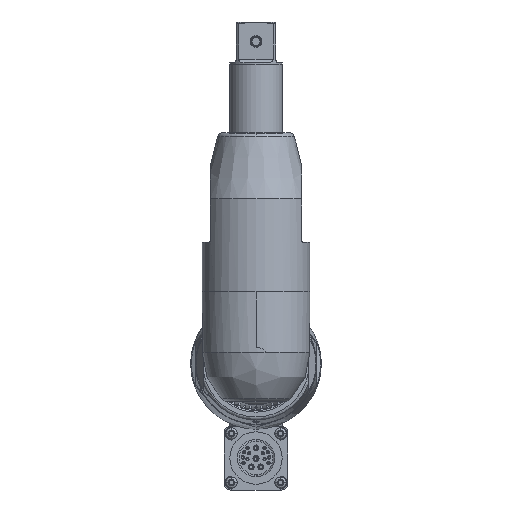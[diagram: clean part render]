
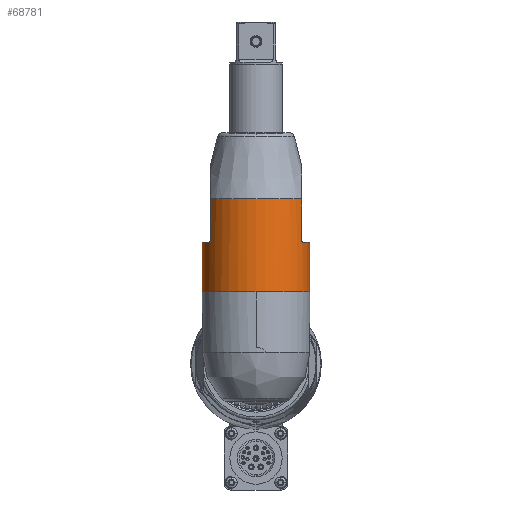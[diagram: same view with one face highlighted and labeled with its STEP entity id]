
A CAD part, left-side view. The second image highlights one B-rep face of the part: STEP entity #68781.
In plain terms, the highlighted cylindrical face has radius 26.162 mm (diameter 52.324 mm), a partial arc.
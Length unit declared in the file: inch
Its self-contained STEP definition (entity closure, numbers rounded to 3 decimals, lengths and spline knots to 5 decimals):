
#68375=DIRECTION('',(0.,0.,1.));
#68376=VECTOR('',#68375,0.801);
#68377=CARTESIAN_POINT('',(-18.78185,-0.8675,2.3505));
#68378=LINE('',#68377,#68376);
#68379=CARTESIAN_POINT('',(-18.78185,-0.8675,3.1515));
#68440=CARTESIAN_POINT('',(-18.23445,0.005,2.3205));
#68441=DIRECTION('',(0.,0.,1.));
#68442=DIRECTION('',(-0.482,-0.876,0.));
#68443=AXIS2_PLACEMENT_3D('',#68440,#68441,#68442);
#68445=DIRECTION('',(0.,0.,-1.));
#68446=VECTOR('',#68445,0.947);
#68447=CARTESIAN_POINT('',(-18.23445,-1.025,2.3205));
#68448=LINE('',#68447,#68446);
#68449=CARTESIAN_POINT('',(-18.23445,0.005,1.3735));
#68450=DIRECTION('',(0.,0.,-1.));
#68451=DIRECTION('',(0.,-1.,0.));
#68452=AXIS2_PLACEMENT_3D('',#68449,#68450,#68451);
#68454=DIRECTION('',(0.,0.,-1.));
#68455=VECTOR('',#68454,0.947);
#68456=CARTESIAN_POINT('',(-18.23445,1.035,2.3205));
#68457=LINE('',#68456,#68455);
#68458=CARTESIAN_POINT('',(-18.78185,0.8775,2.3505));
#68459=CARTESIAN_POINT('',(-18.78185,0.8775,2.34763));
#68460=CARTESIAN_POINT('',(-18.78055,0.87831,
2.34234));
#68461=CARTESIAN_POINT('',(-18.77614,0.88106,
2.33578));
#68462=CARTESIAN_POINT('',(-18.76981,0.88495,
2.33038));
#68463=CARTESIAN_POINT('',(-18.7623,0.88948,
2.32626));
#68464=CARTESIAN_POINT('',(-18.75323,0.89484,
2.32306));
#68465=CARTESIAN_POINT('',(-18.74273,0.90088,
2.321));
#68466=CARTESIAN_POINT('',(-18.73494,0.90524,2.3205));
#68467=CARTESIAN_POINT('',(-18.73083,0.9075,2.3205));
#68469=CARTESIAN_POINT('',(-18.23445,0.005,3.1515));
#68470=DIRECTION('',(0.,0.,-1.));
#68471=DIRECTION('',(-0.531,-0.847,0.));
#68472=AXIS2_PLACEMENT_3D('',#68469,#68470,#68471);
#68474=CARTESIAN_POINT('',(-18.73083,-0.8975,2.3205));
#68475=CARTESIAN_POINT('',(-18.73494,-0.89524,2.3205));
#68476=CARTESIAN_POINT('',(-18.74273,-0.89088,
2.321));
#68477=CARTESIAN_POINT('',(-18.75323,-0.88484,
2.32306));
#68478=CARTESIAN_POINT('',(-18.7623,-0.87948,
2.32626));
#68479=CARTESIAN_POINT('',(-18.76981,-0.87495,
2.33038));
#68480=CARTESIAN_POINT('',(-18.77614,-0.87106,
2.33578));
#68481=CARTESIAN_POINT('',(-18.78055,-0.86831,
2.34234));
#68482=CARTESIAN_POINT('',(-18.78185,-0.8675,2.34763));
#68483=CARTESIAN_POINT('',(-18.78185,-0.8675,2.3505));
#68490=CARTESIAN_POINT('',(-18.23445,0.005,2.3205));
#68491=DIRECTION('',(0.,0.,1.));
#68492=DIRECTION('',(0.,1.,0.));
#68493=AXIS2_PLACEMENT_3D('',#68490,#68491,#68492);
#68525=CARTESIAN_POINT('',(-18.78185,0.8775,3.1515));
#68527=DIRECTION('',(0.,0.,1.));
#68528=VECTOR('',#68527,0.801);
#68529=CARTESIAN_POINT('',(-18.78185,0.8775,2.3505));
#68530=LINE('',#68529,#68528);
#68592=CARTESIAN_POINT('',(-18.23445,-1.025,1.3735));
#68593=CARTESIAN_POINT('',(-18.23445,1.035,1.3735));
#68594=VERTEX_POINT('',#68592);
#68595=VERTEX_POINT('',#68593);
#68599=CARTESIAN_POINT('',(-18.23445,1.035,2.3205));
#68601=VERTEX_POINT('',#68599);
#68603=CARTESIAN_POINT('',(-18.73083,0.9075,2.3205));
#68604=VERTEX_POINT('',#68603);
#68605=CARTESIAN_POINT('',(-18.78185,0.8775,2.3505));
#68606=VERTEX_POINT('',#68605);
#68607=VERTEX_POINT('',#68525);
#68610=CARTESIAN_POINT('',(-18.23445,-1.025,2.3205));
#68612=VERTEX_POINT('',#68610);
#68615=VERTEX_POINT('',#68379);
#68616=CARTESIAN_POINT('',(-18.73083,-0.8975,2.3205));
#68617=VERTEX_POINT('',#68616);
#68618=VERTEX_POINT('',#68483);
#68758=CARTESIAN_POINT('',(-18.23445,0.005,0.74595));
#68759=DIRECTION('',(0.,0.,1.));
#68760=DIRECTION('',(0.,1.,0.));
#68761=AXIS2_PLACEMENT_3D('',#68758,#68759,#68760);
#68762=CYLINDRICAL_SURFACE('',#68761,1.03);
#68763=ORIENTED_EDGE('',*,*,#68751,.T.);
#68764=ORIENTED_EDGE('',*,*,#68740,.T.);
#68766=ORIENTED_EDGE('',*,*,#68765,.T.);
#68767=ORIENTED_EDGE('',*,*,#68736,.F.);
#68769=ORIENTED_EDGE('',*,*,#68768,.T.);
#68771=ORIENTED_EDGE('',*,*,#68770,.F.);
#68773=ORIENTED_EDGE('',*,*,#68772,.T.);
#68775=ORIENTED_EDGE('',*,*,#68774,.F.);
#68776=ORIENTED_EDGE('',*,*,#68706,.F.);
#68778=ORIENTED_EDGE('',*,*,#68777,.F.);
#68779=EDGE_LOOP('',(#68763,#68764,#68766,#68767,#68769,#68771,#68773,#68775,
#68776,#68778));
#68780=FACE_OUTER_BOUND('',#68779,.F.);
#68781=ADVANCED_FACE('',(#68780),#68762,.T.);
#68444=CIRCLE('',#68443,1.03);
#68453=CIRCLE('',#68452,1.03);
#68468=B_SPLINE_CURVE_WITH_KNOTS('',3,(#68458,#68459,#68460,#68461,#68462,
#68463,#68464,#68465,#68466,#68467),.UNSPECIFIED.,.F.,.F.,(4,1,1,1,1,1,1,4),(
0.,0.14286,0.28571,0.42857,0.57143,
0.71429,0.85714,1.),.UNSPECIFIED.);
#68473=CIRCLE('',#68472,1.03);
#68484=B_SPLINE_CURVE_WITH_KNOTS('',3,(#68474,#68475,#68476,#68477,#68478,
#68479,#68480,#68481,#68482,#68483),.UNSPECIFIED.,.F.,.F.,(4,1,1,1,1,1,1,4),(
0.,0.14286,0.28571,0.42857,0.57143,
0.71429,0.85714,1.),.UNSPECIFIED.);
#68494=CIRCLE('',#68493,1.03);
#68706=EDGE_CURVE('',#68618,#68615,#68378,.T.);
#68736=EDGE_CURVE('',#68601,#68595,#68457,.T.);
#68740=EDGE_CURVE('',#68612,#68594,#68448,.T.);
#68751=EDGE_CURVE('',#68617,#68612,#68444,.T.);
#68765=EDGE_CURVE('',#68594,#68595,#68453,.T.);
#68768=EDGE_CURVE('',#68601,#68604,#68494,.T.);
#68770=EDGE_CURVE('',#68606,#68604,#68468,.T.);
#68772=EDGE_CURVE('',#68606,#68607,#68530,.T.);
#68774=EDGE_CURVE('',#68615,#68607,#68473,.T.);
#68777=EDGE_CURVE('',#68617,#68618,#68484,.T.);
